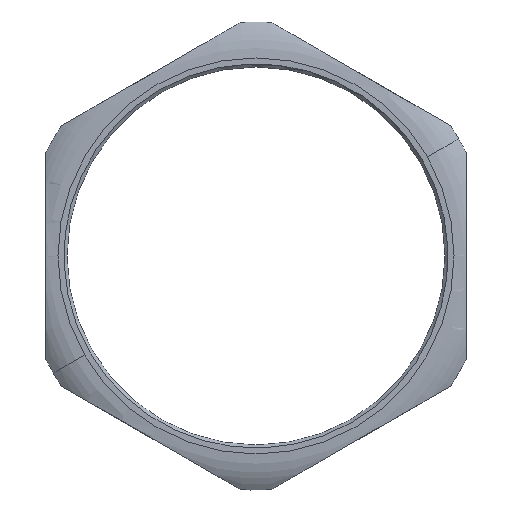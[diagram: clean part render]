
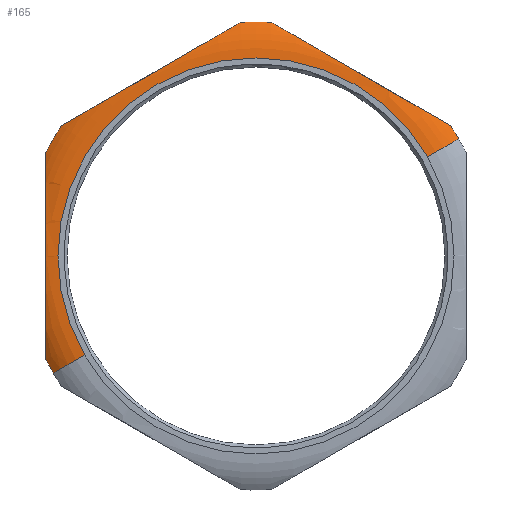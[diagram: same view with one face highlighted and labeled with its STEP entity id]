
A CAD part, top view. The second image highlights one B-rep face of the part: STEP entity #165.
In plain terms, the highlighted toroidal (fillet/blend) face has major radius 33 mm and minor radius 10 mm.
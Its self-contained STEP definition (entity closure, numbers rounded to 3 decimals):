
#34=AXIS2_PLACEMENT_3D('Torus Axis2P3D',#31,#32,#33) ;
#38=AXIS2_PLACEMENT_3D('Circle Axis2P3D',#36,#37,$) ;
#47=AXIS2_PLACEMENT_3D('Circle Axis2P3D',#45,#46,$) ;
#54=AXIS2_PLACEMENT_3D('Circle Axis2P3D',#52,#53,$) ;
#61=AXIS2_PLACEMENT_3D('Circle Axis2P3D',#59,#60,$) ;
#68=AXIS2_PLACEMENT_3D('Circle Axis2P3D',#66,#67,$) ;
#97=AXIS2_PLACEMENT_3D('Circle Axis2P3D',#95,#96,$) ;
#127=AXIS2_PLACEMENT_3D('Circle Axis2P3D',#125,#126,$) ;
#31=CARTESIAN_POINT('Axis2P3D Location',(35.,39.,-4.)) ;
#36=CARTESIAN_POINT('Axis2P3D Location',(35.,39.,4.)) ;
#40=CARTESIAN_POINT('Vertex',(0.,21.795,4.)) ;
#42=CARTESIAN_POINT('Vertex',(1.225,19.5,4.)) ;
#45=CARTESIAN_POINT('Axis2P3D Location',(6.421,22.5,-4.)) ;
#49=CARTESIAN_POINT('Vertex',(6.421,22.5,6.)) ;
#52=CARTESIAN_POINT('Axis2P3D Location',(35.,39.,6.)) ;
#56=CARTESIAN_POINT('Vertex',(63.579,55.5,6.)) ;
#59=CARTESIAN_POINT('Axis2P3D Location',(63.579,55.5,-4.)) ;
#63=CARTESIAN_POINT('Vertex',(68.775,58.5,4.)) ;
#66=CARTESIAN_POINT('Axis2P3D Location',(35.,39.,4.)) ;
#70=CARTESIAN_POINT('Vertex',(67.4,60.709,4.)) ;
#74=CARTESIAN_POINT('Control Point',(67.4,60.709,4.)) ;
#75=CARTESIAN_POINT('Control Point',(66.286,61.351,4.425)) ;
#76=CARTESIAN_POINT('Control Point',(65.149,62.006,4.75)) ;
#77=CARTESIAN_POINT('Control Point',(64.004,62.669,4.998)) ;
#78=CARTESIAN_POINT('Control Point',(61.821,63.929,5.362)) ;
#79=CARTESIAN_POINT('Control Point',(59.647,65.185,5.567)) ;
#80=CARTESIAN_POINT('Control Point',(58.615,65.78,5.639)) ;
#81=CARTESIAN_POINT('Control Point',(56.11,67.227,5.767)) ;
#82=CARTESIAN_POINT('Control Point',(53.623,68.662,5.805)) ;
#83=CARTESIAN_POINT('Control Point',(52.162,69.506,5.809)) ;
#84=CARTESIAN_POINT('Control Point',(49.124,71.26,5.781)) ;
#85=CARTESIAN_POINT('Control Point',(46.065,73.026,5.634)) ;
#86=CARTESIAN_POINT('Control Point',(44.474,73.945,5.515)) ;
#87=CARTESIAN_POINT('Control Point',(42.128,75.3,5.236)) ;
#88=CARTESIAN_POINT('Control Point',(39.787,76.65,4.706)) ;
#89=CARTESIAN_POINT('Control Point',(39.052,77.074,4.509)) ;
#90=CARTESIAN_POINT('Control Point',(38.322,77.497,4.276)) ;
#91=CARTESIAN_POINT('Control Point',(37.6,77.913,4.)) ;
#92=CARTESIAN_POINT('Vertex',(37.6,77.913,4.)) ;
#95=CARTESIAN_POINT('Axis2P3D Location',(35.,39.,4.)) ;
#99=CARTESIAN_POINT('Vertex',(32.4,77.913,4.)) ;
#103=CARTESIAN_POINT('Control Point',(32.4,77.913,4.)) ;
#104=CARTESIAN_POINT('Control Point',(31.552,77.424,4.324)) ;
#105=CARTESIAN_POINT('Control Point',(30.686,76.924,4.59)) ;
#106=CARTESIAN_POINT('Control Point',(29.817,76.422,4.808)) ;
#107=CARTESIAN_POINT('Control Point',(26.818,74.69,5.425)) ;
#108=CARTESIAN_POINT('Control Point',(23.82,72.959,5.668)) ;
#109=CARTESIAN_POINT('Control Point',(21.718,71.746,5.754)) ;
#110=CARTESIAN_POINT('Control Point',(19.628,70.54,5.797)) ;
#111=CARTESIAN_POINT('Control Point',(17.537,69.332,5.798)) ;
#112=CARTESIAN_POINT('Vertex',(17.537,69.332,5.798)) ;
#116=CARTESIAN_POINT('Control Point',(17.537,69.332,5.798)) ;
#117=CARTESIAN_POINT('Control Point',(14.58,67.625,5.799)) ;
#118=CARTESIAN_POINT('Control Point',(11.597,65.903,5.713)) ;
#119=CARTESIAN_POINT('Control Point',(8.656,64.204,5.548)) ;
#120=CARTESIAN_POINT('Control Point',(5.522,62.396,5.116)) ;
#121=CARTESIAN_POINT('Control Point',(2.6,60.709,4.)) ;
#122=CARTESIAN_POINT('Vertex',(2.6,60.709,4.)) ;
#125=CARTESIAN_POINT('Axis2P3D Location',(35.,39.,4.)) ;
#129=CARTESIAN_POINT('Vertex',(0.,56.205,4.)) ;
#133=CARTESIAN_POINT('Control Point',(0.,56.205,4.)) ;
#134=CARTESIAN_POINT('Control Point',(0.,54.919,4.425)) ;
#135=CARTESIAN_POINT('Control Point',(0.002,53.607,4.75)) ;
#136=CARTESIAN_POINT('Control Point',(0.,52.283,4.998)) ;
#137=CARTESIAN_POINT('Control Point',(0.,49.763,5.362)) ;
#138=CARTESIAN_POINT('Control Point',(0.,47.252,5.567)) ;
#139=CARTESIAN_POINT('Control Point',(0.,46.061,5.639)) ;
#140=CARTESIAN_POINT('Control Point',(0.,43.169,5.767)) ;
#141=CARTESIAN_POINT('Control Point',(0.,40.297,5.805)) ;
#142=CARTESIAN_POINT('Control Point',(0.,38.61,5.809)) ;
#143=CARTESIAN_POINT('Control Point',(0.,35.102,5.781)) ;
#144=CARTESIAN_POINT('Control Point',(0.,31.57,5.634)) ;
#145=CARTESIAN_POINT('Control Point',(0.,29.732,5.515)) ;
#146=CARTESIAN_POINT('Control Point',(0.,27.023,5.236)) ;
#147=CARTESIAN_POINT('Control Point',(0.,24.321,4.706)) ;
#148=CARTESIAN_POINT('Control Point',(0.001,23.472,4.509)) ;
#149=CARTESIAN_POINT('Control Point',(0.,22.628,4.276)) ;
#150=CARTESIAN_POINT('Control Point',(0.,21.795,4.)) ;
#32=DIRECTION('Axis2P3D Direction',(0.,0.,1.)) ;
#33=DIRECTION('Axis2P3D XDirection',(0.866,0.5,0.)) ;
#37=DIRECTION('Axis2P3D Direction',(0.,-0.,1.)) ;
#46=DIRECTION('Axis2P3D Direction',(-0.5,0.866,0.)) ;
#53=DIRECTION('Axis2P3D Direction',(0.,-0.,1.)) ;
#60=DIRECTION('Axis2P3D Direction',(0.5,-0.866,0.)) ;
#67=DIRECTION('Axis2P3D Direction',(0.,-0.,1.)) ;
#96=DIRECTION('Axis2P3D Direction',(0.,-0.,1.)) ;
#126=DIRECTION('Axis2P3D Direction',(0.,-0.,1.)) ;
#153=ORIENTED_EDGE('',*,*,#44,.T.) ;
#154=ORIENTED_EDGE('',*,*,#51,.T.) ;
#155=ORIENTED_EDGE('',*,*,#58,.F.) ;
#156=ORIENTED_EDGE('',*,*,#65,.F.) ;
#157=ORIENTED_EDGE('',*,*,#72,.T.) ;
#158=ORIENTED_EDGE('',*,*,#94,.T.) ;
#159=ORIENTED_EDGE('',*,*,#101,.F.) ;
#160=ORIENTED_EDGE('',*,*,#114,.T.) ;
#161=ORIENTED_EDGE('',*,*,#124,.T.) ;
#162=ORIENTED_EDGE('',*,*,#131,.T.) ;
#163=ORIENTED_EDGE('',*,*,#151,.T.) ;
#165=ADVANCED_FACE('Schnitt-Rotation1',(#164),#35,.T.) ;
#73=B_SPLINE_CURVE_WITH_KNOTS('',5,(#74,#75,#76,#77,#78,#79,#80,#81,#82,#83,#84,#85,#86,#87,#88,#89,#90,#91),.UNSPECIFIED.,.F.,.U.,(6,3,3,3,3,6),(0.,8.967,17.118,28.813,41.408,47.197),.UNSPECIFIED.) ;
#102=B_SPLINE_CURVE_WITH_KNOTS('',5,(#103,#104,#105,#106,#107,#108,#109,#110,#111),.UNSPECIFIED.,.F.,.U.,(6,3,6),(0.,6.836,23.534),.UNSPECIFIED.) ;
#115=B_SPLINE_CURVE_WITH_KNOTS('',5,(#116,#117,#118,#119,#120,#121),.UNSPECIFIED.,.F.,.U.,(6,6),(0.,23.643),.UNSPECIFIED.) ;
#132=B_SPLINE_CURVE_WITH_KNOTS('',5,(#133,#134,#135,#136,#137,#138,#139,#140,#141,#142,#143,#144,#145,#146,#147,#148,#149,#150),.UNSPECIFIED.,.F.,.U.,(6,3,3,3,3,6),(0.,8.967,17.118,28.813,41.408,47.197),.UNSPECIFIED.) ;
#39=CIRCLE('generated circle',#38,39.) ;
#48=CIRCLE('generated circle',#47,10.) ;
#55=CIRCLE('generated circle',#54,33.) ;
#62=CIRCLE('generated circle',#61,10.) ;
#69=CIRCLE('generated circle',#68,39.) ;
#98=CIRCLE('generated circle',#97,39.) ;
#128=CIRCLE('generated circle',#127,39.) ;
#35=TOROIDAL_SURFACE('homeo Torus',#34,33.,10.) ;
#44=EDGE_CURVE('',#41,#43,#39,.T.) ;
#51=EDGE_CURVE('',#43,#50,#48,.T.) ;
#58=EDGE_CURVE('',#57,#50,#55,.T.) ;
#65=EDGE_CURVE('',#64,#57,#62,.T.) ;
#72=EDGE_CURVE('',#64,#71,#69,.T.) ;
#94=EDGE_CURVE('',#71,#93,#73,.T.) ;
#101=EDGE_CURVE('',#100,#93,#98,.F.) ;
#114=EDGE_CURVE('',#100,#113,#102,.T.) ;
#124=EDGE_CURVE('',#113,#123,#115,.T.) ;
#131=EDGE_CURVE('',#123,#130,#128,.T.) ;
#151=EDGE_CURVE('',#130,#41,#132,.T.) ;
#152=EDGE_LOOP('',(#153,#154,#155,#156,#157,#158,#159,#160,#161,#162,#163)) ;
#164=FACE_OUTER_BOUND('',#152,.T.) ;
#41=VERTEX_POINT('',#40) ;
#43=VERTEX_POINT('',#42) ;
#50=VERTEX_POINT('',#49) ;
#57=VERTEX_POINT('',#56) ;
#64=VERTEX_POINT('',#63) ;
#71=VERTEX_POINT('',#70) ;
#93=VERTEX_POINT('',#92) ;
#100=VERTEX_POINT('',#99) ;
#113=VERTEX_POINT('',#112) ;
#123=VERTEX_POINT('',#122) ;
#130=VERTEX_POINT('',#129) ;
